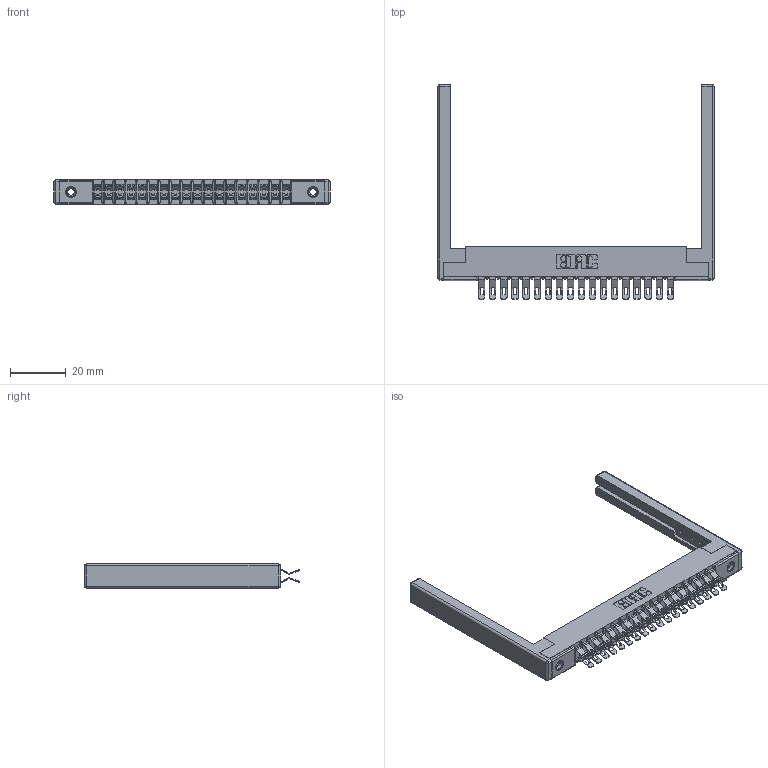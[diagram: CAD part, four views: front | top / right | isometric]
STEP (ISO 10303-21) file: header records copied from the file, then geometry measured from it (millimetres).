
FILE_DESCRIPTION (( 'STEP AP203' ), '1' );
FILE_NAME ('357-036-555-268.STEP', '2019-09-18T03:31:51', ( '' ), ( '' ), 'SwSTEP 2.0', 'SolidWorks 2016', '' );
FILE_SCHEMA (( 'CONFIG_CONTROL_DESIGN' ));
Length unit declared in the file: inch
Products named in the file (5): 307-220-068; 307 Part_.156 Dia Mounting Holes; 307-290-001_555; 357-036-555-268; 345-250-001_345-250-001-102
Assembly tree (41 placements, depth 2):
  357-036-555-268
    307 Part_.156 Dia Mounting Holes
    307-290-001_555  x36
    307-220-068  x2
    345-250-001_345-250-001-102  x2
Bounding box: 98.76 x 76.71 x 8.71 mm (x, y, z)
Volume: 11128.8 mm3; surface area: 16027.3 mm2
Topology: 41 solids, 41 shells, 2487 faces, 7229 edges, 4698 vertices
Faces by surface type: plane 1382, cylinder 1043, sphere 46, cone 12, torus 4
Entity records: 22262 total; most frequent: CARTESIAN_POINT 3631, ORIENTED_EDGE 3590, DIRECTION 3589, EDGE_CURVE 1795, LINE 1353, VECTOR 1353, VERTEX_POINT 1160, AXIS2_PLACEMENT_3D 1118
